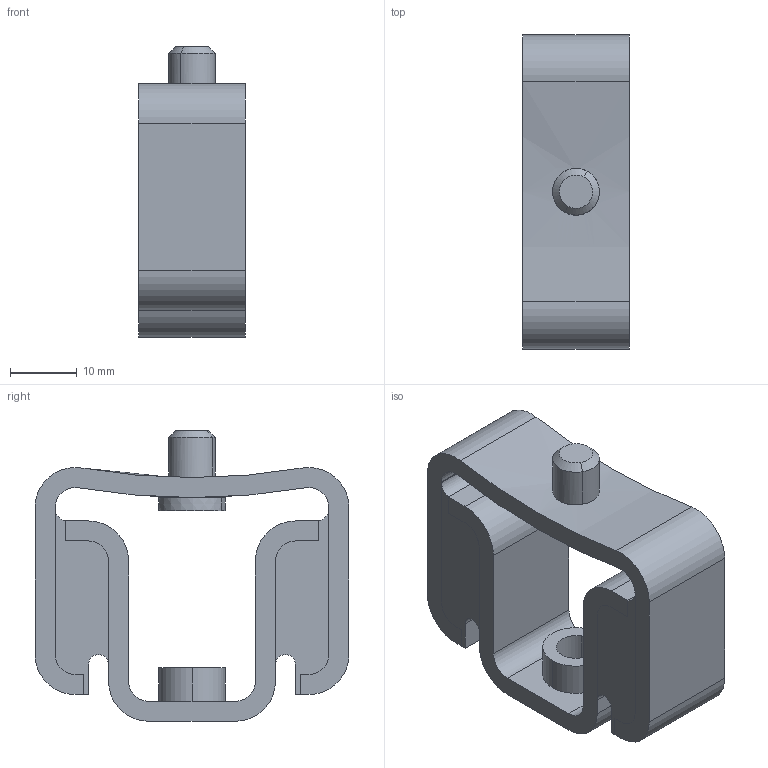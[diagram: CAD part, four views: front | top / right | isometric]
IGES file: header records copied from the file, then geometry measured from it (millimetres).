
Start section: START RECORD GO HERE.
Global section: file name: 535600-C-SUPPORT TRAXIFELX.igs; native system: IBM CATIA IGES - CATIA Version 5 Release 19 ; preprocessor: CATIA Version 5 Release 19 ; author: CatiaV5; organization: LEV3; date: 20110412.101544; units: millimetre
Bounding box: 16 x 47 x 43.5 mm (x, y, z)
Surface area: 7296.9 mm2 (no closed solid volume)
Topology: 0 solids, 0 shells, 88 faces, 474 edges, 474 vertices
Faces by surface type: plane 46, revolution 42
